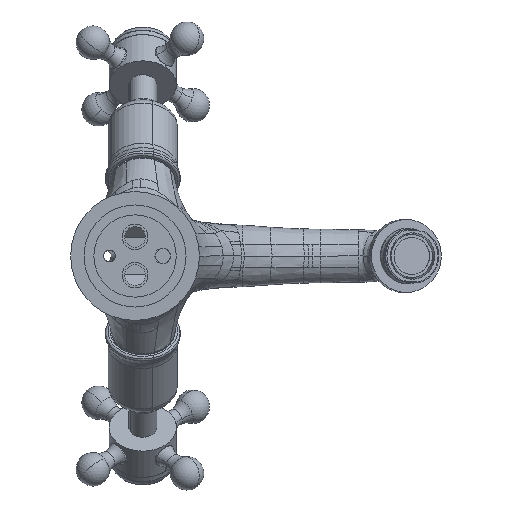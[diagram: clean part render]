
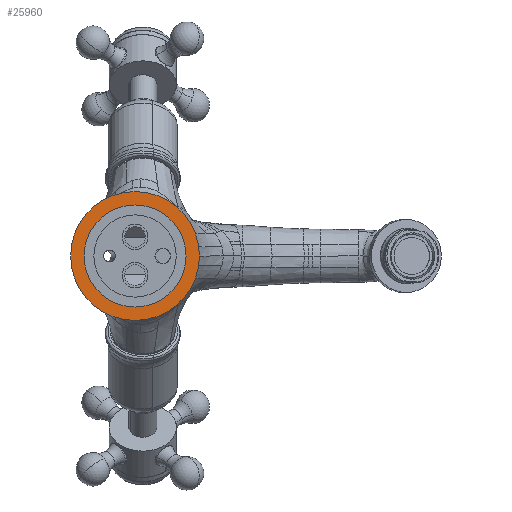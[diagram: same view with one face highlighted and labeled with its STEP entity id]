
A CAD part, front view. The second image highlights one B-rep face of the part: STEP entity #25960.
In plain terms, the highlighted planar face has unit normal (0, -1, 0).
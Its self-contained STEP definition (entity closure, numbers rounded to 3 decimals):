
#13542=CARTESIAN_POINT('',(7.58,-24.577,0.));
#13543=DIRECTION('',(0.,-1.,0.));
#13544=DIRECTION('',(0.,0.,1.));
#13545=AXIS2_PLACEMENT_3D('',#13542,#13543,#13544);
#13547=CARTESIAN_POINT('',(7.58,-24.577,0.));
#13548=DIRECTION('',(0.,-1.,0.));
#13549=DIRECTION('',(0.,0.,-1.));
#13550=AXIS2_PLACEMENT_3D('',#13547,#13548,#13549);
#13552=CARTESIAN_POINT('',(7.58,-24.577,0.));
#13553=DIRECTION('',(0.,1.,0.));
#13554=DIRECTION('',(-1.,0.,0.));
#13555=AXIS2_PLACEMENT_3D('',#13552,#13553,#13554);
#13557=CARTESIAN_POINT('',(7.58,-24.577,0.));
#13558=DIRECTION('',(0.,1.,0.));
#13559=DIRECTION('',(0.,0.,-1.));
#13560=AXIS2_PLACEMENT_3D('',#13557,#13558,#13559);
#13562=CARTESIAN_POINT('',(7.58,-24.577,0.));
#13563=DIRECTION('',(0.,1.,0.));
#13564=DIRECTION('',(0.,0.,1.));
#13565=AXIS2_PLACEMENT_3D('',#13562,#13563,#13564);
#25492=CARTESIAN_POINT('',(7.58,-24.577,27.75));
#25494=VERTEX_POINT('',#25492);
#25496=CARTESIAN_POINT('',(7.58,-24.577,-27.75));
#25498=VERTEX_POINT('',#25496);
#25776=CARTESIAN_POINT('',(7.58,-24.577,22.));
#25778=VERTEX_POINT('',#25776);
#25780=CARTESIAN_POINT('',(7.58,-24.577,-22.));
#25782=VERTEX_POINT('',#25780);
#25787=CARTESIAN_POINT('',(-14.42,-24.577,0.));
#25788=VERTEX_POINT('',#25787);
#25944=CARTESIAN_POINT('',(7.58,-24.577,0.));
#25945=DIRECTION('',(0.,-1.,0.));
#25946=DIRECTION('',(0.,0.,-1.));
#25947=AXIS2_PLACEMENT_3D('',#25944,#25945,#25946);
#25948=PLANE('',#25947);
#25950=ORIENTED_EDGE('',*,*,#25949,.F.);
#25952=ORIENTED_EDGE('',*,*,#25951,.F.);
#25953=EDGE_LOOP('',(#25950,#25952));
#25954=FACE_OUTER_BOUND('',#25953,.F.);
#25955=ORIENTED_EDGE('',*,*,#25923,.F.);
#25956=ORIENTED_EDGE('',*,*,#25921,.F.);
#25957=ORIENTED_EDGE('',*,*,#25937,.F.);
#25958=EDGE_LOOP('',(#25955,#25956,#25957));
#25959=FACE_BOUND('',#25958,.F.);
#25960=ADVANCED_FACE('',(#25954,#25959),#25948,.T.);
#13546=CIRCLE('',#13545,27.75);
#13551=CIRCLE('',#13550,27.75);
#13556=CIRCLE('',#13555,22.);
#13561=CIRCLE('',#13560,22.);
#13566=CIRCLE('',#13565,22.);
#25921=EDGE_CURVE('',#25782,#25788,#13561,.T.);
#25923=EDGE_CURVE('',#25788,#25778,#13556,.T.);
#25937=EDGE_CURVE('',#25778,#25782,#13566,.T.);
#25949=EDGE_CURVE('',#25494,#25498,#13546,.T.);
#25951=EDGE_CURVE('',#25498,#25494,#13551,.T.);
